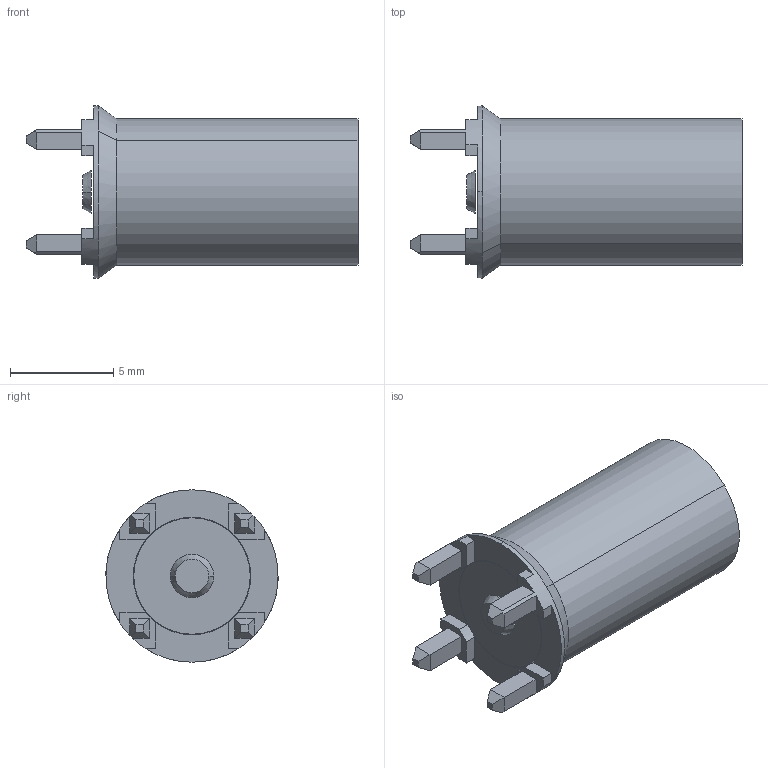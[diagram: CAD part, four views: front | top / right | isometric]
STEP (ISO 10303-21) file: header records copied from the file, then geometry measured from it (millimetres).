
FILE_DESCRIPTION((''),'2;1');
FILE_NAME('920-262J-51P','2013-05-21T',('Mohan'),(''),'PRO/ENGINEER BY PARAMETRIC TECHNOLOGY CORPORATION, 2010100','PRO/ENGINEER BY PARAMETRIC TECHNOLOGY CORPORATION, 2010100','');
FILE_SCHEMA(('CONFIG_CONTROL_DESIGN'));
Length unit declared in the file: millimetre
Products named in the file (1): 920-262J-51P
Bounding box: 16.08 x 8.34 x 8.35 mm (x, y, z)
Surface area: 690.8 mm2 (no closed solid volume)
Topology: 0 solids, 5 shells, 97 faces, 257 edges, 165 vertices
Faces by surface type: plane 67, cylinder 16, cone 14
Entity records: 3041 total; most frequent: CARTESIAN_POINT 571, DIRECTION 513, ORIENTED_EDGE 492, EDGE_CURVE 255, VECTOR 171, LINE 171, AXIS2_PLACEMENT_3D 171, VERTEX_POINT 165
